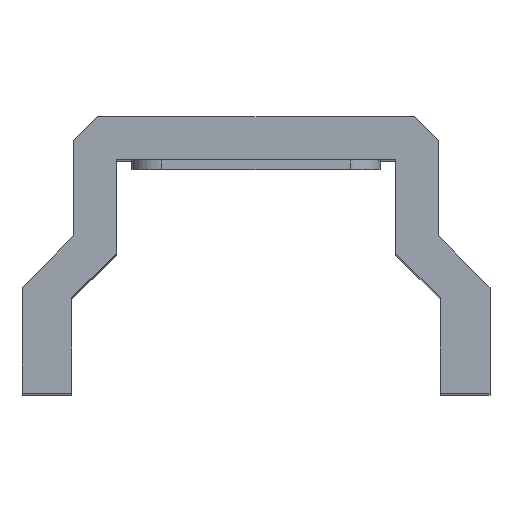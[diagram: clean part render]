
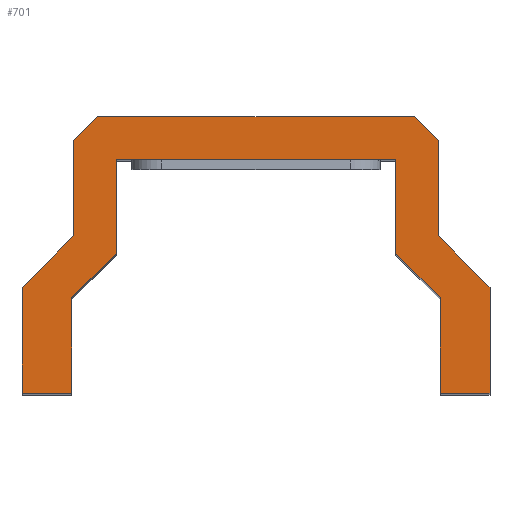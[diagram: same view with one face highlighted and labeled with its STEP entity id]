
A CAD part, top view. The second image highlights one B-rep face of the part: STEP entity #701.
In plain terms, the highlighted planar face has unit normal (0, 0, 1).
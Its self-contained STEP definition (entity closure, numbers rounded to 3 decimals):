
#100=ORIENTED_EDGE('',*,*,#282,.F.);
#101=ORIENTED_EDGE('',*,*,#283,.F.);
#102=ORIENTED_EDGE('',*,*,#284,.T.);
#103=ORIENTED_EDGE('',*,*,#285,.T.);
#104=ORIENTED_EDGE('',*,*,#286,.T.);
#105=ORIENTED_EDGE('',*,*,#287,.T.);
#106=ORIENTED_EDGE('',*,*,#288,.T.);
#107=ORIENTED_EDGE('',*,*,#289,.T.);
#108=ORIENTED_EDGE('',*,*,#290,.T.);
#109=ORIENTED_EDGE('',*,*,#291,.T.);
#110=ORIENTED_EDGE('',*,*,#263,.T.);
#111=ORIENTED_EDGE('',*,*,#292,.F.);
#112=ORIENTED_EDGE('',*,*,#293,.F.);
#113=ORIENTED_EDGE('',*,*,#294,.F.);
#114=ORIENTED_EDGE('',*,*,#273,.F.);
#115=ORIENTED_EDGE('',*,*,#295,.F.);
#116=ORIENTED_EDGE('',*,*,#296,.F.);
#117=ORIENTED_EDGE('',*,*,#297,.F.);
#263=EDGE_CURVE('',#356,#357,#413,.T.);
#273=EDGE_CURVE('',#364,#365,#423,.T.);
#282=EDGE_CURVE('',#370,#371,#428,.T.);
#283=EDGE_CURVE('',#372,#370,#429,.T.);
#284=EDGE_CURVE('',#372,#373,#430,.T.);
#285=EDGE_CURVE('',#373,#374,#431,.T.);
#286=EDGE_CURVE('',#374,#375,#432,.T.);
#287=EDGE_CURVE('',#375,#376,#433,.T.);
#288=EDGE_CURVE('',#376,#377,#434,.T.);
#289=EDGE_CURVE('',#377,#378,#435,.T.);
#290=EDGE_CURVE('',#378,#379,#436,.T.);
#291=EDGE_CURVE('',#379,#356,#437,.T.);
#292=EDGE_CURVE('',#380,#357,#438,.T.);
#293=EDGE_CURVE('',#381,#380,#439,.T.);
#294=EDGE_CURVE('',#365,#381,#440,.T.);
#295=EDGE_CURVE('',#382,#364,#441,.T.);
#296=EDGE_CURVE('',#383,#382,#442,.T.);
#297=EDGE_CURVE('',#371,#383,#443,.T.);
#356=VERTEX_POINT('',#1041);
#357=VERTEX_POINT('',#1042);
#364=VERTEX_POINT('',#1062);
#365=VERTEX_POINT('',#1063);
#370=VERTEX_POINT('',#1079);
#371=VERTEX_POINT('',#1080);
#372=VERTEX_POINT('',#1082);
#373=VERTEX_POINT('',#1084);
#374=VERTEX_POINT('',#1086);
#375=VERTEX_POINT('',#1088);
#376=VERTEX_POINT('',#1090);
#377=VERTEX_POINT('',#1092);
#378=VERTEX_POINT('',#1094);
#379=VERTEX_POINT('',#1096);
#380=VERTEX_POINT('',#1099);
#381=VERTEX_POINT('',#1101);
#382=VERTEX_POINT('',#1104);
#383=VERTEX_POINT('',#1106);
#413=LINE('',#1040,#483);
#423=LINE('',#1061,#493);
#428=LINE('',#1078,#498);
#429=LINE('',#1081,#499);
#430=LINE('',#1083,#500);
#431=LINE('',#1085,#501);
#432=LINE('',#1087,#502);
#433=LINE('',#1089,#503);
#434=LINE('',#1091,#504);
#435=LINE('',#1093,#505);
#436=LINE('',#1095,#506);
#437=LINE('',#1097,#507);
#438=LINE('',#1098,#508);
#439=LINE('',#1100,#509);
#440=LINE('',#1102,#510);
#441=LINE('',#1103,#511);
#442=LINE('',#1105,#512);
#443=LINE('',#1107,#513);
#483=VECTOR('',#843,1000.);
#493=VECTOR('',#859,1000.);
#498=VECTOR('',#876,1000.);
#499=VECTOR('',#877,1000.);
#500=VECTOR('',#878,1000.);
#501=VECTOR('',#879,1000.);
#502=VECTOR('',#880,1000.);
#503=VECTOR('',#881,1000.);
#504=VECTOR('',#882,1000.);
#505=VECTOR('',#883,1000.);
#506=VECTOR('',#884,1000.);
#507=VECTOR('',#885,1000.);
#508=VECTOR('',#886,1000.);
#509=VECTOR('',#887,1000.);
#510=VECTOR('',#888,1000.);
#511=VECTOR('',#889,1000.);
#512=VECTOR('',#890,1000.);
#513=VECTOR('',#891,1000.);
#561=EDGE_LOOP('',(#100,#101,#102,#103,#104,#105,#106,#107,#108,#109,#110,
#111,#112,#113,#114,#115,#116,#117));
#623=FACE_BOUND('',#561,.T.);
#676=PLANE('',#767);
#701=ADVANCED_FACE('',(#623),#676,.T.);
#767=AXIS2_PLACEMENT_3D('',#1077,#874,#875);
#843=DIRECTION('',(1.,0.,0.));
#859=DIRECTION('',(-1.,0.,0.));
#874=DIRECTION('',(0.,0.,1.));
#875=DIRECTION('',(1.,0.,0.));
#876=DIRECTION('',(0.707,-0.707,0.));
#877=DIRECTION('',(1.,0.,0.));
#878=DIRECTION('',(-0.707,-0.707,0.));
#879=DIRECTION('',(0.,-1.,0.));
#880=DIRECTION('',(-0.707,-0.707,0.));
#881=DIRECTION('',(0.,-1.,0.));
#882=DIRECTION('',(1.,0.,0.));
#883=DIRECTION('',(0.,1.,0.));
#884=DIRECTION('',(0.707,0.707,0.));
#885=DIRECTION('',(0.,1.,0.));
#886=DIRECTION('',(0.,1.,0.));
#887=DIRECTION('',(-0.707,0.707,0.));
#888=DIRECTION('',(0.,1.,0.));
#889=DIRECTION('',(0.,-1.,0.));
#890=DIRECTION('',(0.707,-0.707,0.));
#891=DIRECTION('',(0.,-1.,0.));
#1040=CARTESIAN_POINT('',(-23.,-7.,101.));
#1041=CARTESIAN_POINT('',(-23.,-7.,101.));
#1042=CARTESIAN_POINT('',(23.,-7.,101.));
#1061=CARTESIAN_POINT('',(38.5,-45.5,101.));
#1062=CARTESIAN_POINT('',(38.5,-45.5,101.));
#1063=CARTESIAN_POINT('',(30.3,-45.5,101.));
#1077=CARTESIAN_POINT('',(23.657,-17.715,101.));
#1078=CARTESIAN_POINT('',(26.,0.,101.));
#1079=CARTESIAN_POINT('',(26.,0.,101.));
#1080=CARTESIAN_POINT('',(30.,-4.,101.));
#1081=CARTESIAN_POINT('',(-26.,0.,101.));
#1082=CARTESIAN_POINT('',(-26.,0.,101.));
#1083=CARTESIAN_POINT('',(-26.,0.,101.));
#1084=CARTESIAN_POINT('',(-30.,-4.,101.));
#1085=CARTESIAN_POINT('',(-30.,-4.,101.));
#1086=CARTESIAN_POINT('',(-30.,-19.601,101.));
#1087=CARTESIAN_POINT('',(-30.,-19.601,101.));
#1088=CARTESIAN_POINT('',(-38.5,-28.101,101.));
#1089=CARTESIAN_POINT('',(-38.5,-28.101,101.));
#1090=CARTESIAN_POINT('',(-38.5,-45.5,101.));
#1091=CARTESIAN_POINT('',(-38.5,-45.5,101.));
#1092=CARTESIAN_POINT('',(-30.3,-45.5,101.));
#1093=CARTESIAN_POINT('',(-30.3,-45.5,101.));
#1094=CARTESIAN_POINT('',(-30.3,-29.8,101.));
#1095=CARTESIAN_POINT('',(-30.3,-29.8,101.));
#1096=CARTESIAN_POINT('',(-23.,-22.5,101.));
#1097=CARTESIAN_POINT('',(-23.,-22.5,101.));
#1098=CARTESIAN_POINT('',(23.,-22.5,101.));
#1099=CARTESIAN_POINT('',(23.,-22.5,101.));
#1100=CARTESIAN_POINT('',(30.3,-29.8,101.));
#1101=CARTESIAN_POINT('',(30.3,-29.8,101.));
#1102=CARTESIAN_POINT('',(30.3,-45.5,101.));
#1103=CARTESIAN_POINT('',(38.5,-28.101,101.));
#1104=CARTESIAN_POINT('',(38.5,-28.101,101.));
#1105=CARTESIAN_POINT('',(30.,-19.601,101.));
#1106=CARTESIAN_POINT('',(30.,-19.601,101.));
#1107=CARTESIAN_POINT('',(30.,-4.,101.));
